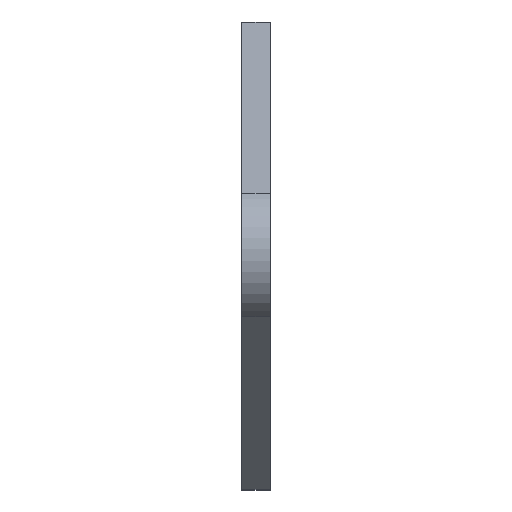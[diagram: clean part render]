
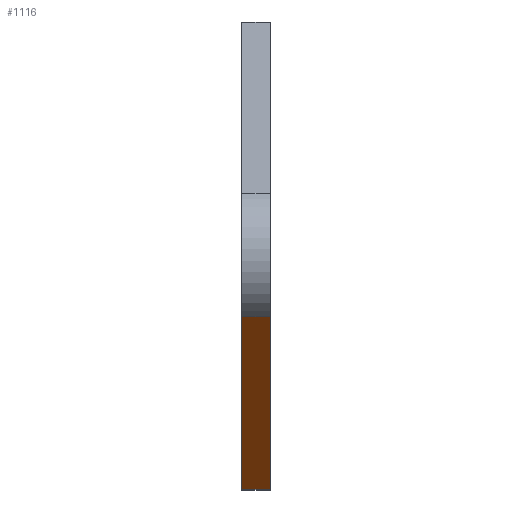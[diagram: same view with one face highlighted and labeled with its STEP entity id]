
A CAD part, top view. The second image highlights one B-rep face of the part: STEP entity #1116.
In plain terms, the highlighted planar face has unit normal (0, -0.883, 0.47).
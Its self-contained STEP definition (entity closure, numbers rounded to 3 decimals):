
#127=FACE_OUTER_BOUND('',#181,.T.);
#181=EDGE_LOOP('',(#912,#913,#914,#915));
#323=LINE('',#1812,#449);
#324=LINE('',#1815,#450);
#325=LINE('',#1817,#451);
#326=LINE('',#1818,#452);
#449=VECTOR('',#1494,10.);
#450=VECTOR('',#1497,10.);
#451=VECTOR('',#1498,10.);
#452=VECTOR('',#1499,10.);
#554=VERTEX_POINT('',#1808);
#555=VERTEX_POINT('',#1810);
#556=VERTEX_POINT('',#1814);
#557=VERTEX_POINT('',#1816);
#707=EDGE_CURVE('',#554,#555,#323,.T.);
#708=EDGE_CURVE('',#556,#554,#324,.T.);
#709=EDGE_CURVE('',#557,#555,#325,.T.);
#710=EDGE_CURVE('',#556,#557,#326,.T.);
#912=ORIENTED_EDGE('',*,*,#708,.T.);
#913=ORIENTED_EDGE('',*,*,#707,.T.);
#914=ORIENTED_EDGE('',*,*,#709,.F.);
#915=ORIENTED_EDGE('',*,*,#710,.F.);
#1063=PLANE('',#1212);
#1116=ADVANCED_FACE('',(#127),#1063,.T.);
#1212=AXIS2_PLACEMENT_3D('',#1813,#1495,#1496);
#1494=DIRECTION('',(1.,0.,0.));
#1495=DIRECTION('center_axis',(0.,-0.883,0.47));
#1496=DIRECTION('ref_axis',(0.,-0.47,-0.883));
#1497=DIRECTION('',(0.,-0.47,-0.883));
#1498=DIRECTION('',(0.,-0.47,-0.883));
#1499=DIRECTION('',(1.,0.,0.));
#1808=CARTESIAN_POINT('',(-147.,-50.,76.151));
#1810=CARTESIAN_POINT('',(-141.,-50.,76.151));
#1812=CARTESIAN_POINT('',(-147.,-50.,76.151));
#1813=CARTESIAN_POINT('Origin',(-147.,-13.2,145.223));
#1814=CARTESIAN_POINT('',(-147.,-13.2,145.223));
#1815=CARTESIAN_POINT('',(-147.,-13.2,145.223));
#1816=CARTESIAN_POINT('',(-141.,-13.2,145.223));
#1817=CARTESIAN_POINT('',(-141.,-13.2,145.223));
#1818=CARTESIAN_POINT('',(-147.,-13.2,145.223));
